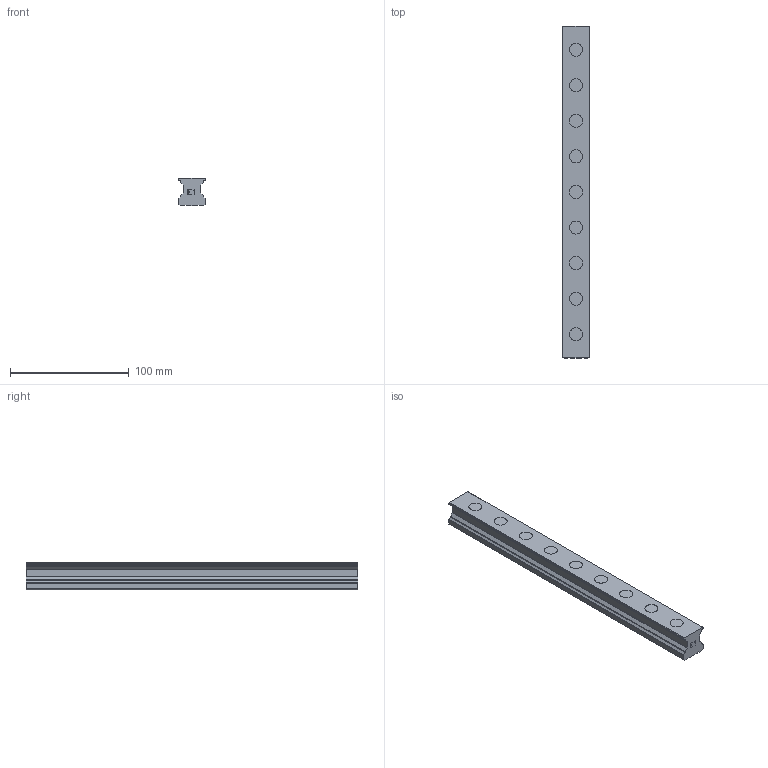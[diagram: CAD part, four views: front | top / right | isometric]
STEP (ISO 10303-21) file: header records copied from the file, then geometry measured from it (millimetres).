
FILE_DESCRIPTION(('STEP AP214'),'1');
FILE_NAME('cctmp_FD96B690-D527-4B9F-ADF6-DA39D53BCD91_2021_03_11_09_27_02_0379..stp','2021-03-11T08:27:02',('HIWIN GmbH'),('CADClick - www.CADClick.com'),'Spatial InterOp 3D',' ','unknown authorization');
FILE_SCHEMA(('AUTOMOTIVE_DESIGN'));
Length unit declared in the file: millimetre
Products named in the file (1): RGR25R280H_FILE
Bounding box: 23 x 280 x 23.6 mm (x, y, z)
Volume: 112728.9 mm3; surface area: 35315.8 mm2
Topology: 1 solids, 1 shells, 198 faces, 495 edges, 330 vertices
Faces by surface type: plane 126, cylinder 72
Entity records: 7531 total; most frequent: DIRECTION 1037, CARTESIAN_POINT 1024, ORIENTED_EDGE 990, EDGE_CURVE 495, LINE 351, VECTOR 351, AXIS2_PLACEMENT_3D 343, VERTEX_POINT 330
